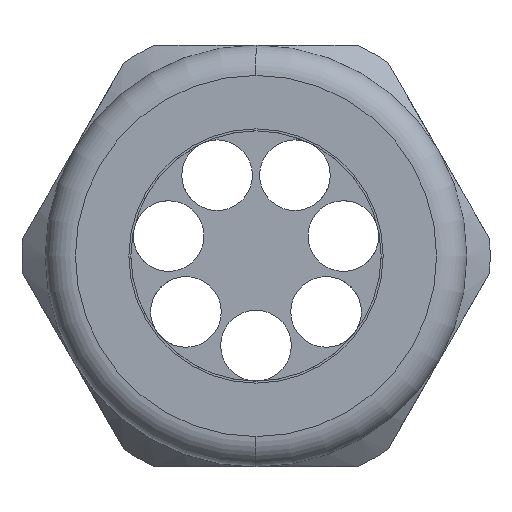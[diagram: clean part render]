
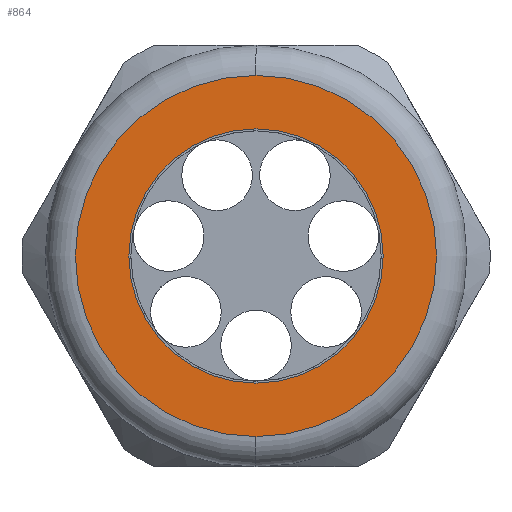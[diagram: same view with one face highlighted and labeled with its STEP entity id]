
A CAD part, left-side view. The second image highlights one B-rep face of the part: STEP entity #864.
In plain terms, the highlighted planar face has unit normal (-1, 0, 0).
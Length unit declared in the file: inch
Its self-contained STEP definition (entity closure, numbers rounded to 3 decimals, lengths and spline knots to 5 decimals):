
#844 = EDGE_CURVE ( 'NONE', #4893, #4869, #2515, .T. ) ;
#845 = ORIENTED_EDGE ( 'NONE', *, *, #846, .T. ) ;
#846 = EDGE_CURVE ( 'NONE', #4985, #5001, #2510, .T. ) ;
#847 = ORIENTED_EDGE ( 'NONE', *, *, #5000, .T. ) ;
#864 = ADVANCED_FACE ( 'NONE', ( #2537, #2536 ), #2535, .T. ) ;
#865 = EDGE_LOOP ( 'NONE', ( #866, #867 ) ) ;
#866 = ORIENTED_EDGE ( 'NONE', *, *, #4957, .T. ) ;
#867 = ORIENTED_EDGE ( 'NONE', *, *, #844, .T. ) ;
#868 = EDGE_LOOP ( 'NONE', ( #845, #847 ) ) ;
#2506 = DIRECTION ( 'NONE',  ( 0., 0., -1. ) ) ;
#2507 = DIRECTION ( 'NONE',  ( 1., 0., 0. ) ) ;
#2508 = CARTESIAN_POINT ( 'NONE',  ( -2.2, 0., 0. ) ) ;
#2509 = AXIS2_PLACEMENT_3D ( 'NONE', #2508, #2507, #2506 ) ;
#2510 = CIRCLE ( 'NONE', #2509, 0.63 ) ;
#2511 = DIRECTION ( 'NONE',  ( 0., 0., 1. ) ) ;
#2512 = DIRECTION ( 'NONE',  ( -1., 0., 0. ) ) ;
#2513 = CARTESIAN_POINT ( 'NONE',  ( -2.2, 0., 0. ) ) ;
#2514 = AXIS2_PLACEMENT_3D ( 'NONE', #2513, #2512, #2511 ) ;
#2515 = CIRCLE ( 'NONE', #2514, 0.895 ) ;
#2531 = DIRECTION ( 'NONE',  ( 0., 0., 1. ) ) ;
#2532 = DIRECTION ( 'NONE',  ( -1., 0., 0. ) ) ;
#2533 = CARTESIAN_POINT ( 'NONE',  ( -2.2, 1.045, 0. ) ) ;
#2534 = AXIS2_PLACEMENT_3D ( 'NONE', #2533, #2532, #2531 ) ;
#2535 = PLANE ( 'NONE',  #2534 ) ;
#2536 = FACE_BOUND ( 'NONE', #868, .T. ) ;
#2537 = FACE_OUTER_BOUND ( 'NONE', #865, .T. ) ;
#3204 = CARTESIAN_POINT ( 'NONE',  ( -2.2, 0., 0.895 ) ) ;
#3284 = CARTESIAN_POINT ( 'NONE',  ( -2.2, 0., -0.895 ) ) ;
#3320 = DIRECTION ( 'NONE',  ( 0., 0., 1. ) ) ;
#3321 = DIRECTION ( 'NONE',  ( -1., 0., 0. ) ) ;
#3322 = AXIS2_PLACEMENT_3D ( 'NONE', #3328, #3321, #3320 ) ;
#3323 = CIRCLE ( 'NONE', #3322, 0.895 ) ;
#3328 = CARTESIAN_POINT ( 'NONE',  ( -2.2, 0., 0. ) ) ;
#3410 = CARTESIAN_POINT ( 'NONE',  ( -2.2, 0., -0.63 ) ) ;
#3442 = CARTESIAN_POINT ( 'NONE',  ( -2.2, 0., 0.63 ) ) ;
#3443 = DIRECTION ( 'NONE',  ( 0., 0., -1. ) ) ;
#3444 = DIRECTION ( 'NONE',  ( 1., 0., 0. ) ) ;
#3445 = CARTESIAN_POINT ( 'NONE',  ( -2.2, 0., 0. ) ) ;
#3446 = AXIS2_PLACEMENT_3D ( 'NONE', #3445, #3444, #3443 ) ;
#3447 = CIRCLE ( 'NONE', #3446, 0.63 ) ;
#4869 = VERTEX_POINT ( 'NONE', #3204 ) ;
#4893 = VERTEX_POINT ( 'NONE', #3284 ) ;
#4957 = EDGE_CURVE ( 'NONE', #4869, #4893, #3323, .T. ) ;
#4985 = VERTEX_POINT ( 'NONE', #3410 ) ;
#5000 = EDGE_CURVE ( 'NONE', #5001, #4985, #3447, .T. ) ;
#5001 = VERTEX_POINT ( 'NONE', #3442 ) ;
